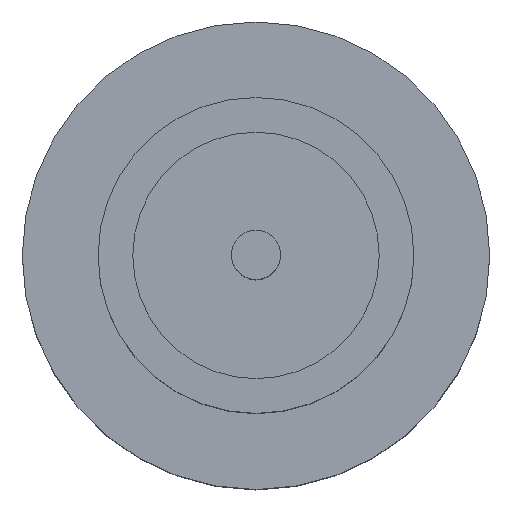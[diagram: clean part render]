
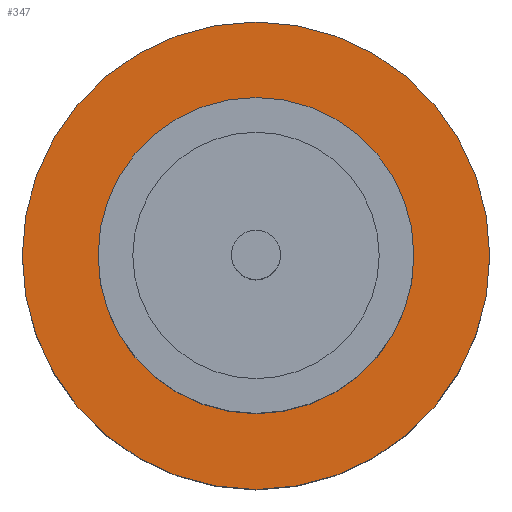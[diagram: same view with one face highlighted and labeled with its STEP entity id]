
A CAD part, top view. The second image highlights one B-rep face of the part: STEP entity #347.
In plain terms, the highlighted planar face has unit normal (0, 0, 1).
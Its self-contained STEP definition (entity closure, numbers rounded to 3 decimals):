
#20 = CARTESIAN_POINT ( 'NONE',  ( 1.85, 0., 1.55 ) ) ;
#26 = AXIS2_PLACEMENT_3D ( 'NONE', #233, #459, #402 ) ;
#52 = EDGE_CURVE ( 'NONE', #260, #553, #299, .T. ) ;
#65 = EDGE_CURVE ( 'NONE', #476, #158, #290, .T. ) ;
#75 = ORIENTED_EDGE ( 'NONE', *, *, #52, .T. ) ;
#108 = DIRECTION ( 'NONE',  ( 1., 0., 0. ) ) ;
#121 = FACE_OUTER_BOUND ( 'NONE', #502, .T. ) ;
#154 = PLANE ( 'NONE',  #404 ) ;
#158 = VERTEX_POINT ( 'NONE', #589 ) ;
#160 = AXIS2_PLACEMENT_3D ( 'NONE', #682, #322, #566 ) ;
#182 = DIRECTION ( 'NONE',  ( 1., 0., 0. ) ) ;
#199 = ORIENTED_EDGE ( 'NONE', *, *, #662, .T. ) ;
#214 = AXIS2_PLACEMENT_3D ( 'NONE', #462, #642, #637 ) ;
#233 = CARTESIAN_POINT ( 'NONE',  ( 0., 0., 1.55 ) ) ;
#260 = VERTEX_POINT ( 'NONE', #20 ) ;
#278 = ORIENTED_EDGE ( 'NONE', *, *, #307, .F. ) ;
#290 = CIRCLE ( 'NONE', #214, 1.25 ) ;
#299 = CIRCLE ( 'NONE', #26, 1.85 ) ;
#307 = EDGE_CURVE ( 'NONE', #158, #476, #574, .T. ) ;
#322 = DIRECTION ( 'NONE',  ( 0., 0., 1. ) ) ;
#330 = CIRCLE ( 'NONE', #540, 1.85 ) ;
#347 = ADVANCED_FACE ( 'NONE', ( #735, #121 ), #154, .T. ) ;
#358 = DIRECTION ( 'NONE',  ( 0., 0., 1. ) ) ;
#391 = ORIENTED_EDGE ( 'NONE', *, *, #65, .F. ) ;
#396 = CARTESIAN_POINT ( 'NONE',  ( 1.25, 0., 1.55 ) ) ;
#402 = DIRECTION ( 'NONE',  ( 1., 0., 0. ) ) ;
#404 = AXIS2_PLACEMENT_3D ( 'NONE', #675, #743, #108 ) ;
#431 = EDGE_LOOP ( 'NONE', ( #391, #278 ) ) ;
#459 = DIRECTION ( 'NONE',  ( 0., 0., 1. ) ) ;
#462 = CARTESIAN_POINT ( 'NONE',  ( 0., 0., 1.55 ) ) ;
#476 = VERTEX_POINT ( 'NONE', #396 ) ;
#502 = EDGE_LOOP ( 'NONE', ( #199, #75 ) ) ;
#540 = AXIS2_PLACEMENT_3D ( 'NONE', #656, #358, #182 ) ;
#553 = VERTEX_POINT ( 'NONE', #750 ) ;
#566 = DIRECTION ( 'NONE',  ( 1., 0., 0. ) ) ;
#574 = CIRCLE ( 'NONE', #160, 1.25 ) ;
#589 = CARTESIAN_POINT ( 'NONE',  ( -1.25, 0., 1.55 ) ) ;
#637 = DIRECTION ( 'NONE',  ( 1., 0., 0. ) ) ;
#642 = DIRECTION ( 'NONE',  ( 0., 0., 1. ) ) ;
#656 = CARTESIAN_POINT ( 'NONE',  ( 0., 0., 1.55 ) ) ;
#662 = EDGE_CURVE ( 'NONE', #553, #260, #330, .T. ) ;
#675 = CARTESIAN_POINT ( 'NONE',  ( 0., 0., 1.55 ) ) ;
#682 = CARTESIAN_POINT ( 'NONE',  ( 0., 0., 1.55 ) ) ;
#735 = FACE_BOUND ( 'NONE', #431, .T. ) ;
#743 = DIRECTION ( 'NONE',  ( 0., 0., 1. ) ) ;
#750 = CARTESIAN_POINT ( 'NONE',  ( -1.85, 0., 1.55 ) ) ;
